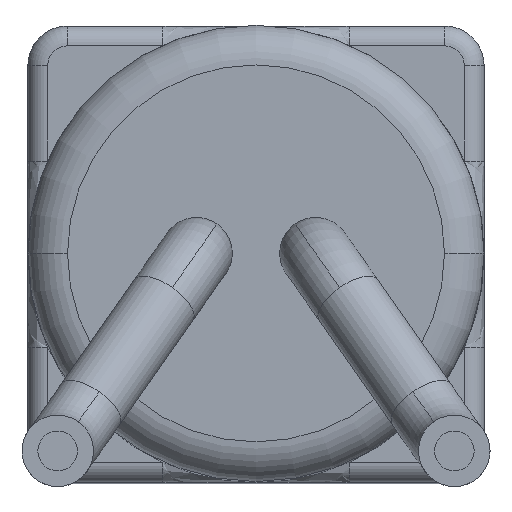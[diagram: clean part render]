
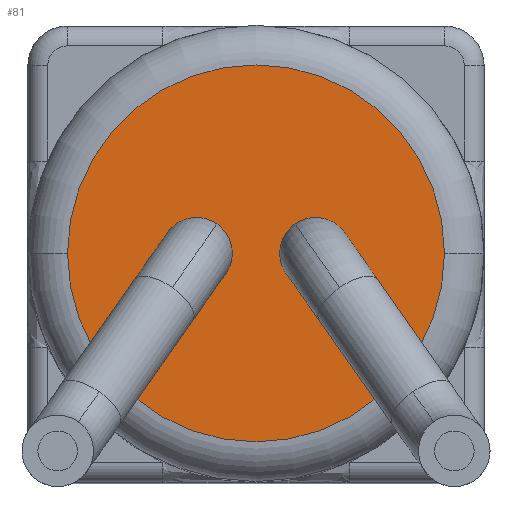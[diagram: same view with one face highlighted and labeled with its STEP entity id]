
A CAD part, top view. The second image highlights one B-rep face of the part: STEP entity #81.
In plain terms, the highlighted planar face has unit normal (0, 0, 1).
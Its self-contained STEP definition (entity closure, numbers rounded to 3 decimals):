
#11 = EDGE_LOOP ( 'NONE', ( #181, #120 ) ) ;
#81 = ADVANCED_FACE ( 'NONE', ( #3483, #285, #1819 ), #188, .T. ) ;
#104 = EDGE_CURVE ( 'NONE', #1985, #3936, #3908, .T. ) ;
#120 = ORIENTED_EDGE ( 'NONE', *, *, #175, .F. ) ;
#175 = EDGE_CURVE ( 'NONE', #3936, #1985, #2164, .T. ) ;
#181 = ORIENTED_EDGE ( 'NONE', *, *, #104, .F. ) ;
#188 = PLANE ( 'NONE',  #1384 ) ;
#193 = DIRECTION ( 'NONE',  ( 0., 0., 1. ) ) ;
#223 = CARTESIAN_POINT ( 'NONE',  ( 0.15, 0., 3.6 ) ) ;
#285 = FACE_OUTER_BOUND ( 'NONE', #1208, .T. ) ;
#499 = DIRECTION ( 'NONE',  ( 0., 0., 1. ) ) ;
#522 = DIRECTION ( 'NONE',  ( 1., 0., 0. ) ) ;
#746 = CIRCLE ( 'NONE', #3468, 0.475 ) ;
#893 = CIRCLE ( 'NONE', #3478, 0.09 ) ;
#934 = EDGE_CURVE ( 'NONE', #2589, #2127, #2367, .T. ) ;
#1206 = ORIENTED_EDGE ( 'NONE', *, *, #934, .T. ) ;
#1208 = EDGE_LOOP ( 'NONE', ( #1206, #1555 ) ) ;
#1262 = ORIENTED_EDGE ( 'NONE', *, *, #2162, .T. ) ;
#1293 = CARTESIAN_POINT ( 'NONE',  ( -0.475, 0., 3.6 ) ) ;
#1384 = AXIS2_PLACEMENT_3D ( 'NONE', #2662, #499, #2672 ) ;
#1521 = CIRCLE ( 'NONE', #1731, 0.09 ) ;
#1555 = ORIENTED_EDGE ( 'NONE', *, *, #3210, .T. ) ;
#1599 = CARTESIAN_POINT ( 'NONE',  ( -0.15, 0., 3.6 ) ) ;
#1646 = CARTESIAN_POINT ( 'NONE',  ( -0.15, 0., 3.6 ) ) ;
#1731 = AXIS2_PLACEMENT_3D ( 'NONE', #1646, #3805, #1941 ) ;
#1747 = CARTESIAN_POINT ( 'NONE',  ( 0., 0., 3.6 ) ) ;
#1760 = CARTESIAN_POINT ( 'NONE',  ( 0.15, -0.09, 3.6 ) ) ;
#1792 = CARTESIAN_POINT ( 'NONE',  ( 0.15, 0., 3.6 ) ) ;
#1808 = VERTEX_POINT ( 'NONE', #2328 ) ;
#1819 = FACE_BOUND ( 'NONE', #2231, .T. ) ;
#1894 = DIRECTION ( 'NONE',  ( -1., 0., 0. ) ) ;
#1941 = DIRECTION ( 'NONE',  ( -1., 0., 0. ) ) ;
#1985 = VERTEX_POINT ( 'NONE', #2122 ) ;
#2022 = CARTESIAN_POINT ( 'NONE',  ( 0., 0., 3.6 ) ) ;
#2047 = DIRECTION ( 'NONE',  ( 1., 0., 0. ) ) ;
#2078 = EDGE_CURVE ( 'NONE', #3155, #1808, #893, .T. ) ;
#2099 = DIRECTION ( 'NONE',  ( 1., 0., 0. ) ) ;
#2122 = CARTESIAN_POINT ( 'NONE',  ( 0.15, 0.09, 3.6 ) ) ;
#2127 = VERTEX_POINT ( 'NONE', #1293 ) ;
#2162 = EDGE_CURVE ( 'NONE', #1808, #3155, #1521, .T. ) ;
#2164 = CIRCLE ( 'NONE', #3874, 0.09 ) ;
#2222 = AXIS2_PLACEMENT_3D ( 'NONE', #223, #2388, #522 ) ;
#2231 = EDGE_LOOP ( 'NONE', ( #1262, #3055 ) ) ;
#2328 = CARTESIAN_POINT ( 'NONE',  ( -0.15, 0.09, 3.6 ) ) ;
#2355 = DIRECTION ( 'NONE',  ( 1., 0., 0. ) ) ;
#2367 = CIRCLE ( 'NONE', #2576, 0.475 ) ;
#2388 = DIRECTION ( 'NONE',  ( 0., 0., 1. ) ) ;
#2576 = AXIS2_PLACEMENT_3D ( 'NONE', #1747, #3910, #2047 ) ;
#2589 = VERTEX_POINT ( 'NONE', #3438 ) ;
#2662 = CARTESIAN_POINT ( 'NONE',  ( 0., 0., 3.6 ) ) ;
#2672 = DIRECTION ( 'NONE',  ( 1., 0., 0. ) ) ;
#3055 = ORIENTED_EDGE ( 'NONE', *, *, #2078, .T. ) ;
#3155 = VERTEX_POINT ( 'NONE', #3183 ) ;
#3183 = CARTESIAN_POINT ( 'NONE',  ( -0.15, -0.09, 3.6 ) ) ;
#3210 = EDGE_CURVE ( 'NONE', #2127, #2589, #746, .T. ) ;
#3438 = CARTESIAN_POINT ( 'NONE',  ( 0.475, 0., 3.6 ) ) ;
#3468 = AXIS2_PLACEMENT_3D ( 'NONE', #2022, #193, #2355 ) ;
#3478 = AXIS2_PLACEMENT_3D ( 'NONE', #1599, #3755, #1894 ) ;
#3483 = FACE_BOUND ( 'NONE', #11, .T. ) ;
#3755 = DIRECTION ( 'NONE',  ( 0., 0., -1. ) ) ;
#3805 = DIRECTION ( 'NONE',  ( 0., 0., -1. ) ) ;
#3874 = AXIS2_PLACEMENT_3D ( 'NONE', #1792, #3953, #2099 ) ;
#3908 = CIRCLE ( 'NONE', #2222, 0.09 ) ;
#3910 = DIRECTION ( 'NONE',  ( 0., 0., 1. ) ) ;
#3936 = VERTEX_POINT ( 'NONE', #1760 ) ;
#3953 = DIRECTION ( 'NONE',  ( 0., 0., 1. ) ) ;
